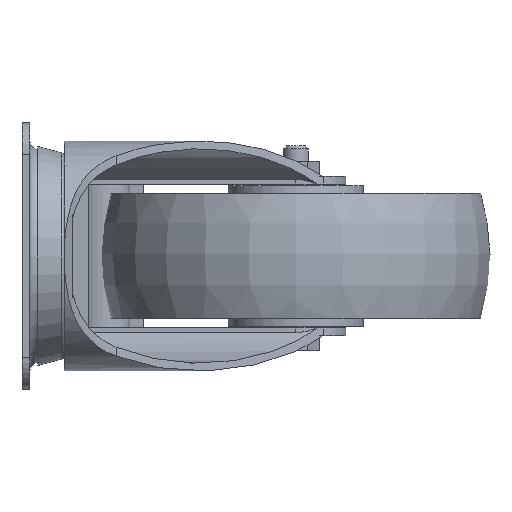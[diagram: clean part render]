
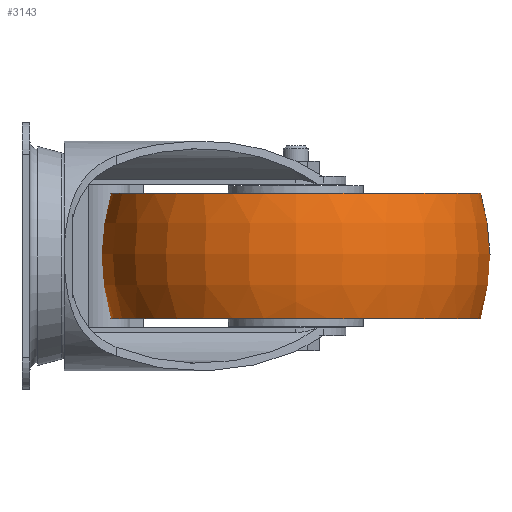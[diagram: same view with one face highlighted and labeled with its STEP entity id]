
A CAD part, left-side view. The second image highlights one B-rep face of the part: STEP entity #3143.
In plain terms, the highlighted toroidal (fillet/blend) face has major radius 2.5 mm and minor radius 60 mm.
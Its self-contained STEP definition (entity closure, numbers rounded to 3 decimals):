
#22=DEGENERATE_TOROIDAL_SURFACE('',#3423,2.5,60.,
 .T.);
#184=CIRCLE('',#3422,59.069);
#185=CIRCLE('',#3424,59.069);
#675=ORIENTED_EDGE('',*,*,#1432,.T.);
#676=ORIENTED_EDGE('',*,*,#1433,.F.);
#1432=EDGE_CURVE('',#1818,#1818,#184,.T.);
#1433=EDGE_CURVE('',#1819,#1819,#185,.T.);
#1818=VERTEX_POINT('',#5137);
#1819=VERTEX_POINT('',#5140);
#2625=EDGE_LOOP('',(#675));
#2626=EDGE_LOOP('',(#676));
#2838=FACE_BOUND('',#2625,.T.);
#2839=FACE_BOUND('',#2626,.T.);
#3143=ADVANCED_FACE('',(#2838,#2839),#22,.T.);
#3422=AXIS2_PLACEMENT_3D('',#5136,#4092,#4093);
#3423=AXIS2_PLACEMENT_3D('',#5138,#4094,#4095);
#3424=AXIS2_PLACEMENT_3D('',#5139,#4096,#4097);
#4092=DIRECTION('',(0.,0.,-1.));
#4093=DIRECTION('',(-1.,0.,0.));
#4094=DIRECTION('',(0.,0.,-1.));
#4095=DIRECTION('',(-1.,0.,0.));
#4096=DIRECTION('',(0.,0.,-1.));
#4097=DIRECTION('',(-1.,0.,0.));
#5136=CARTESIAN_POINT('',(0.,0.,20.));
#5137=CARTESIAN_POINT('',(-59.069,0.,20.));
#5138=CARTESIAN_POINT('',(0.,0.,0.));
#5139=CARTESIAN_POINT('',(0.,0.,-20.));
#5140=CARTESIAN_POINT('',(-59.069,0.,-20.));
